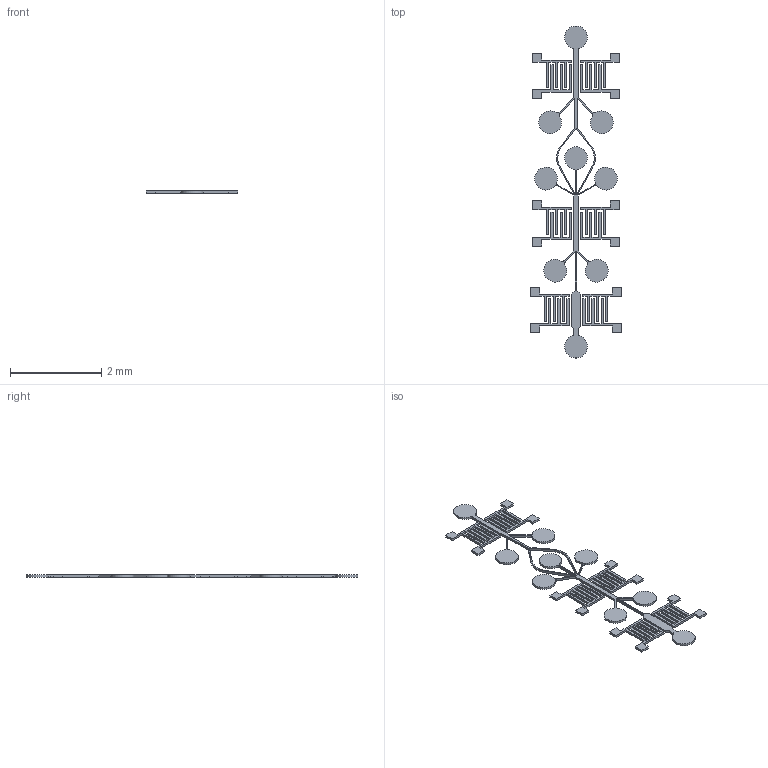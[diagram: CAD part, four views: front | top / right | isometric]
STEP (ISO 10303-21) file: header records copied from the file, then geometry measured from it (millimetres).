
FILE_DESCRIPTION(/* description */ (''),/* implementation_level */ '2;1');
FILE_NAME(/* name */ 'Microplastic_Oil_Fluidics.step',/* time_stamp */ '2025-04-22T13:15:28-04:00',/* author */ (''),/* organization */ (''),/* preprocessor_version */ 'ST-DEVELOPER v20.1',/* originating_system */ 'Autodesk Translation Framework v14.4.0.0',/* authorisation */ '');
FILE_SCHEMA (('AUTOMOTIVE_DESIGN { 1 0 10303 214 3 1 1 }'));
Length unit declared in the file: centimetre
Products named in the file (1): Slide_2025_02_20
Bounding box: 2 x 7.29 x 0.05 mm (x, y, z)
Volume: 0.2 mm3; surface area: 13.6 mm2
Topology: 21 solids, 21 shells, 331 faces, 867 edges, 578 vertices
Faces by surface type: plane 300, cylinder 31
Entity records: 10085 total; most frequent: CARTESIAN_POINT 1777, ORIENTED_EDGE 1734, DIRECTION 1593, EDGE_CURVE 867, LINE 805, VECTOR 805, VERTEX_POINT 578, AXIS2_PLACEMENT_3D 394
